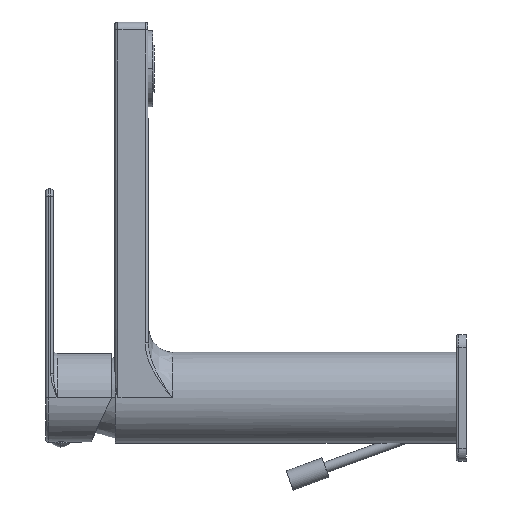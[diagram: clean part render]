
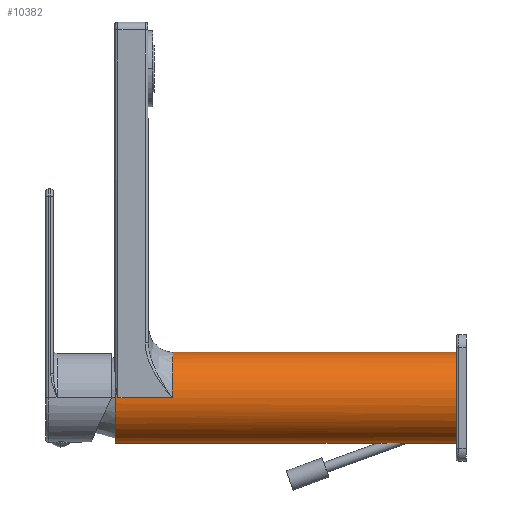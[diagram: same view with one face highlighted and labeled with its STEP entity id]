
A CAD part, left-side view. The second image highlights one B-rep face of the part: STEP entity #10382.
In plain terms, the highlighted cylindrical face has radius 18 mm (diameter 36 mm), a partial arc.
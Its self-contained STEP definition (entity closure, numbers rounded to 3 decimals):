
#1165=CARTESIAN_POINT('',(0.,20.19,-18.));
#1216=CARTESIAN_POINT('',(0.,34.81,-18.));
#1218=CARTESIAN_POINT('',(0.,2.,0.));
#1219=DIRECTION('',(0.,-1.,0.));
#1220=DIRECTION('',(0.,0.,1.));
#1221=AXIS2_PLACEMENT_3D('',#1218,#1219,#1220);
#1223=DIRECTION('',(0.,1.,0.));
#1224=VECTOR('',#1223,18.19);
#1225=CARTESIAN_POINT('',(0.,2.,-18.));
#1226=LINE('',#1225,#1224);
#1227=CARTESIAN_POINT('',(0.,34.81,-18.));
#1228=CARTESIAN_POINT('',(-0.026,34.81,
-18.));
#1229=CARTESIAN_POINT('',(-0.077,34.807,
-18.));
#1230=CARTESIAN_POINT('',(-0.154,34.795,
-17.999));
#1231=CARTESIAN_POINT('',(-0.233,34.775,
-17.998));
#1232=CARTESIAN_POINT('',(-0.315,34.745,
-17.997));
#1233=CARTESIAN_POINT('',(-0.399,34.705,
-17.995));
#1234=CARTESIAN_POINT('',(-0.488,34.653,
-17.993));
#1235=CARTESIAN_POINT('',(-0.582,34.585,
-17.99));
#1236=CARTESIAN_POINT('',(-0.68,34.501,
-17.987));
#1237=CARTESIAN_POINT('',(-0.784,34.396,
-17.983));
#1238=CARTESIAN_POINT('',(-0.894,34.269,
-17.978));
#1239=CARTESIAN_POINT('',(-1.007,34.117,
-17.972));
#1240=CARTESIAN_POINT('',(-1.124,33.937,
-17.965));
#1241=CARTESIAN_POINT('',(-1.244,33.726,
-17.957));
#1242=CARTESIAN_POINT('',(-1.368,33.481,
-17.948));
#1243=CARTESIAN_POINT('',(-1.494,33.197,
-17.938));
#1244=CARTESIAN_POINT('',(-1.622,32.87,
-17.927));
#1245=CARTESIAN_POINT('',(-1.75,32.495,
-17.915));
#1246=CARTESIAN_POINT('',(-1.878,32.065,
-17.902));
#1247=CARTESIAN_POINT('',(-2.005,31.574,
-17.888));
#1248=CARTESIAN_POINT('',(-2.127,31.013,
-17.874));
#1249=CARTESIAN_POINT('',(-2.243,30.371,
-17.86));
#1250=CARTESIAN_POINT('',(-2.347,29.641,
-17.846));
#1251=CARTESIAN_POINT('',(-2.435,28.788,
-17.834));
#1252=CARTESIAN_POINT('',(-2.491,27.838,
-17.827));
#1253=CARTESIAN_POINT('',(-2.506,26.9,
-17.824));
#1254=CARTESIAN_POINT('',(-2.482,26.004,
-17.828));
#1255=CARTESIAN_POINT('',(-2.421,25.165,
-17.836));
#1256=CARTESIAN_POINT('',(-2.332,24.413,
-17.848));
#1257=CARTESIAN_POINT('',(-2.224,23.759,
-17.862));
#1258=CARTESIAN_POINT('',(-2.104,23.195,
-17.877));
#1259=CARTESIAN_POINT('',(-1.975,22.706,
-17.891));
#1260=CARTESIAN_POINT('',(-1.841,22.283,
-17.906));
#1261=CARTESIAN_POINT('',(-1.703,21.919,
-17.919));
#1262=CARTESIAN_POINT('',(-1.566,21.607,
-17.932));
#1263=CARTESIAN_POINT('',(-1.429,21.34,
-17.943));
#1264=CARTESIAN_POINT('',(-1.294,21.113,
-17.953));
#1265=CARTESIAN_POINT('',(-1.163,20.922,
-17.962));
#1266=CARTESIAN_POINT('',(-1.037,20.763,
-17.97));
#1267=CARTESIAN_POINT('',(-0.916,20.632,
-17.977));
#1268=CARTESIAN_POINT('',(-0.801,20.524,
-17.982));
#1269=CARTESIAN_POINT('',(-0.689,20.435,
-17.987));
#1270=CARTESIAN_POINT('',(-0.582,20.363,
-17.99));
#1271=CARTESIAN_POINT('',(-0.479,20.307,
-17.994));
#1272=CARTESIAN_POINT('',(-0.38,20.263,
-17.996));
#1273=CARTESIAN_POINT('',(-0.282,20.23,
-17.998));
#1274=CARTESIAN_POINT('',(-0.187,20.207,
-17.999));
#1275=CARTESIAN_POINT('',(-0.093,20.193,
-18.));
#1276=CARTESIAN_POINT('',(-0.031,20.19,
-18.));
#1277=CARTESIAN_POINT('',(0.,20.19,-18.));
#1279=DIRECTION('',(0.,1.,0.));
#1280=VECTOR('',#1279,101.89);
#1281=CARTESIAN_POINT('',(0.,34.81,-18.));
#1282=LINE('',#1281,#1280);
#1283=CARTESIAN_POINT('',(0.,136.7,0.));
#1284=DIRECTION('',(0.,-1.,0.));
#1285=DIRECTION('',(-0.981,0.,0.197));
#1286=AXIS2_PLACEMENT_3D('',#1283,#1284,#1285);
#1288=CARTESIAN_POINT('',(-17.649,136.7,3.536));
#1289=CARTESIAN_POINT('',(-17.693,136.642,3.318));
#1290=CARTESIAN_POINT('',(-17.774,136.521,2.872));
#1291=CARTESIAN_POINT('',(-17.872,136.321,2.178));
#1292=CARTESIAN_POINT('',(-17.945,136.107,1.465));
#1293=CARTESIAN_POINT('',(-17.99,135.883,
0.737));
#1294=CARTESIAN_POINT('',(-18.,135.731,
0.247));
#1295=CARTESIAN_POINT('',(-18.,135.653,
0.));
#1297=DIRECTION('',(0.,-1.,0.));
#1298=VECTOR('',#1297,21.335);
#1299=CARTESIAN_POINT('',(-18.,135.653,
0.));
#1300=LINE('',#1299,#1298);
#1301=CARTESIAN_POINT('',(-18.,114.24,
0.));
#1302=CARTESIAN_POINT('',(-18.,114.24,1.169));
#1303=CARTESIAN_POINT('',(-17.769,114.237,3.522));
#1304=CARTESIAN_POINT('',(-16.744,114.223,6.916));
#1305=CARTESIAN_POINT('',(-15.071,114.201,10.052));
#1306=CARTESIAN_POINT('',(-12.819,114.171,12.801));
#1307=CARTESIAN_POINT('',(-10.072,114.134,15.058));
#1308=CARTESIAN_POINT('',(-6.939,114.092,16.734));
#1309=CARTESIAN_POINT('',(-4.102,114.054,17.595));
#1310=CARTESIAN_POINT('',(-2.061,114.027,17.898));
#1311=CARTESIAN_POINT('',(-1.031,114.013,17.974));
#1312=CARTESIAN_POINT('',(-0.449,114.006,
17.996));
#1313=CARTESIAN_POINT('',(-0.148,114.002,
17.999));
#1314=CARTESIAN_POINT('',(0.,114.,18.));
#1316=DIRECTION('',(0.,-1.,0.));
#1317=VECTOR('',#1316,112.);
#1318=CARTESIAN_POINT('',(0.,114.,18.));
#1319=LINE('',#1318,#1317);
#6037=CARTESIAN_POINT('',(0.,114.,18.));
#6097=DIRECTION('',(0.003,-1.,-0.001));
#6098=VECTOR('',#6097,0.078);
#6099=CARTESIAN_POINT('',(-18.,114.318,
0.));
#6100=LINE('',#6099,#6098);
#6169=CARTESIAN_POINT('',(-18.,114.323,
0.));
#6612=CARTESIAN_POINT('',(-17.649,136.7,3.536));
#6937=CARTESIAN_POINT('',(-18.,135.653,
0.));
#6938=VERTEX_POINT('',#6937);
#6958=VERTEX_POINT('',#6169);
#6964=VERTEX_POINT('',#6037);
#6971=VERTEX_POINT('',#1301);
#7460=VERTEX_POINT('',#6612);
#7462=CARTESIAN_POINT('',(0.,136.7,-18.));
#7463=VERTEX_POINT('',#7462);
#7478=VERTEX_POINT('',#1165);
#7479=VERTEX_POINT('',#1216);
#7664=CARTESIAN_POINT('',(0.,2.,18.));
#7665=CARTESIAN_POINT('',(0.,2.,-18.));
#7666=VERTEX_POINT('',#7664);
#7667=VERTEX_POINT('',#7665);
#10359=CARTESIAN_POINT('',(0.,1.,0.));
#10360=DIRECTION('',(0.,-1.,0.));
#10361=DIRECTION('',(0.,0.,1.));
#10362=AXIS2_PLACEMENT_3D('',#10359,#10360,#10361);
#10363=CYLINDRICAL_SURFACE('',#10362,18.);
#10364=ORIENTED_EDGE('',*,*,#10023,.T.);
#10365=ORIENTED_EDGE('',*,*,#10342,.T.);
#10367=ORIENTED_EDGE('',*,*,#10366,.F.);
#10368=ORIENTED_EDGE('',*,*,#10338,.T.);
#10370=ORIENTED_EDGE('',*,*,#10369,.F.);
#10372=ORIENTED_EDGE('',*,*,#10371,.T.);
#10374=ORIENTED_EDGE('',*,*,#10373,.T.);
#10376=ORIENTED_EDGE('',*,*,#10375,.T.);
#10378=ORIENTED_EDGE('',*,*,#10377,.T.);
#10379=ORIENTED_EDGE('',*,*,#10326,.T.);
#10380=EDGE_LOOP('',(#10364,#10365,#10367,#10368,#10370,#10372,#10374,#10376,
#10378,#10379));
#10381=FACE_OUTER_BOUND('',#10380,.F.);
#10382=ADVANCED_FACE('',(#10381),#10363,.T.);
#1222=CIRCLE('',#1221,18.);
#1278=B_SPLINE_CURVE_WITH_KNOTS('',3,(#1227,#1228,#1229,#1230,#1231,#1232,#1233,
#1234,#1235,#1236,#1237,#1238,#1239,#1240,#1241,#1242,#1243,#1244,#1245,#1246,
#1247,#1248,#1249,#1250,#1251,#1252,#1253,#1254,#1255,#1256,#1257,#1258,#1259,
#1260,#1261,#1262,#1263,#1264,#1265,#1266,#1267,#1268,#1269,#1270,#1271,#1272,
#1273,#1274,#1275,#1276,#1277),.UNSPECIFIED.,.F.,.F.,(4,1,1,1,1,1,1,1,1,1,1,1,1,
1,1,1,1,1,1,1,1,1,1,1,1,1,1,1,1,1,1,1,1,1,1,1,1,1,1,1,1,1,1,1,1,1,1,1,4),(0.,
0.021,0.042,0.063,0.083,0.104,
0.125,0.146,0.167,0.188,0.208,
0.229,0.25,0.271,0.292,0.313,
0.333,0.354,0.375,0.396,0.417,
0.438,0.458,0.479,0.5,0.521,
0.542,0.563,0.583,0.604,0.625,
0.646,0.667,0.688,0.708,
0.729,0.75,0.771,0.792,0.813,
0.833,0.854,0.875,0.896,0.917,
0.938,0.958,0.979,1.),.UNSPECIFIED.);
#1287=CIRCLE('',#1286,18.);
#1296=B_SPLINE_CURVE_WITH_KNOTS('',3,(#1288,#1289,#1290,#1291,#1292,#1293,#1294,
#1295),.UNSPECIFIED.,.F.,.F.,(4,1,1,1,1,4),(0.,0.2,0.4,0.6,0.8,1.),
.UNSPECIFIED.);
#1315=B_SPLINE_CURVE_WITH_KNOTS('',3,(#1301,#1302,#1303,#1304,#1305,#1306,#1307,
#1308,#1309,#1310,#1311,#1312,#1313,#1314),.UNSPECIFIED.,.F.,.F.,(4,1,1,1,1,1,1,
1,1,1,1,4),(0.,0.124,0.25,0.375,
0.5,0.625,0.75,0.875,
0.938,0.969,0.985,1.),.UNSPECIFIED.);
#10023=EDGE_CURVE('',#7666,#7667,#1222,.T.);
#10326=EDGE_CURVE('',#6964,#7666,#1319,.T.);
#10338=EDGE_CURVE('',#7479,#7463,#1282,.T.);
#10342=EDGE_CURVE('',#7667,#7478,#1226,.T.);
#10366=EDGE_CURVE('',#7479,#7478,#1278,.T.);
#10369=EDGE_CURVE('',#7460,#7463,#1287,.T.);
#10371=EDGE_CURVE('',#7460,#6938,#1296,.T.);
#10373=EDGE_CURVE('',#6938,#6958,#1300,.T.);
#10375=EDGE_CURVE('',#6958,#6971,#6100,.T.);
#10377=EDGE_CURVE('',#6971,#6964,#1315,.T.);
